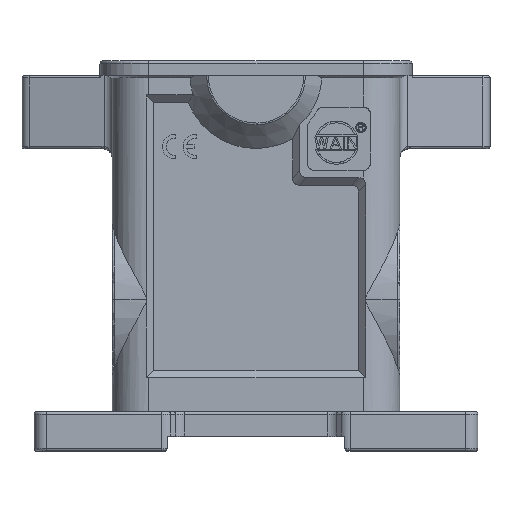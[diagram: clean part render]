
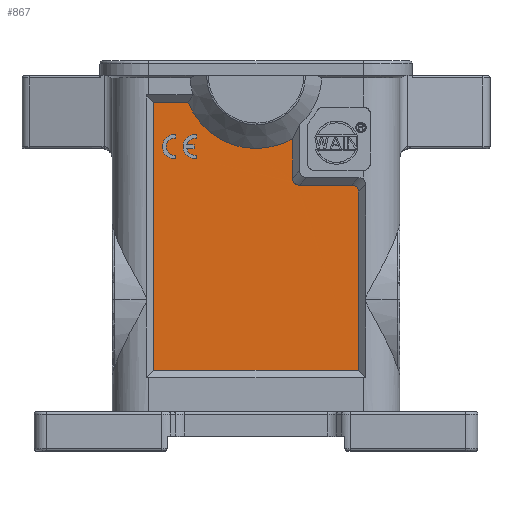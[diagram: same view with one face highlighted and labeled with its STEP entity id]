
A CAD part, top view. The second image highlights one B-rep face of the part: STEP entity #867.
In plain terms, the highlighted planar face has unit normal (0, 0, 1).
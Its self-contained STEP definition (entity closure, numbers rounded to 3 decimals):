
#867=ADVANCED_FACE('NONE',(#2034,#2035,#2036),#1437,.T.);
#1437=PLANE('',#10048);
#1731=B_SPLINE_CURVE_WITH_KNOTS('',3,(#13389,#13390,#13391,#13392,#13393,
#13394),.UNSPECIFIED.,.F.,.F.,(4,2,4),(0.,0.5,1.),.UNSPECIFIED.);
#1732=B_SPLINE_CURVE_WITH_KNOTS('',3,(#13399,#13400,#13401,#13402,#13403,
#13404),.UNSPECIFIED.,.F.,.F.,(4,2,4),(0.,0.5,1.),.UNSPECIFIED.);
#1733=B_SPLINE_CURVE_WITH_KNOTS('',3,(#13408,#13409,#13410,#13411,#13412,
#13413),.UNSPECIFIED.,.F.,.F.,(4,2,4),(0.,0.5,1.),.UNSPECIFIED.);
#2034=FACE_BOUND('',#2117,.T.);
#2035=FACE_BOUND('',#2118,.T.);
#2036=FACE_BOUND('',#2119,.T.);
#2117=EDGE_LOOP('',(#2990,#2991,#2992,#2993,#2994,#2995));
#2118=EDGE_LOOP('',(#2996,#2997,#2998,#2999,#3000,#3001,#3002,#3003,#3004));
#2119=EDGE_LOOP('',(#3005,#3006,#3007,#3008,#3009,#3010,#3011,#3012,#3013));
#2737=CIRCLE('',#10043,2.5);
#2738=CIRCLE('',#10044,1.746);
#2739=CIRCLE('',#10045,1.746);
#2740=CIRCLE('',#10046,2.5);
#2741=CIRCLE('',#10047,1.746);
#2990=ORIENTED_EDGE('',*,*,#6820,.F.);
#2991=ORIENTED_EDGE('',*,*,#6821,.F.);
#2992=ORIENTED_EDGE('',*,*,#6822,.F.);
#2993=ORIENTED_EDGE('',*,*,#6823,.F.);
#2994=ORIENTED_EDGE('',*,*,#6824,.F.);
#2995=ORIENTED_EDGE('',*,*,#6825,.F.);
#2996=ORIENTED_EDGE('',*,*,#6826,.T.);
#2997=ORIENTED_EDGE('',*,*,#6827,.F.);
#2998=ORIENTED_EDGE('',*,*,#6828,.F.);
#2999=ORIENTED_EDGE('',*,*,#6829,.F.);
#3000=ORIENTED_EDGE('',*,*,#6830,.F.);
#3001=ORIENTED_EDGE('',*,*,#6831,.F.);
#3002=ORIENTED_EDGE('',*,*,#6832,.T.);
#3003=ORIENTED_EDGE('',*,*,#6833,.T.);
#3004=ORIENTED_EDGE('',*,*,#6834,.T.);
#3005=ORIENTED_EDGE('',*,*,#6835,.F.);
#3006=ORIENTED_EDGE('',*,*,#6836,.F.);
#3007=ORIENTED_EDGE('',*,*,#6837,.F.);
#3008=ORIENTED_EDGE('',*,*,#6838,.F.);
#3009=ORIENTED_EDGE('',*,*,#6839,.F.);
#3010=ORIENTED_EDGE('',*,*,#6840,.F.);
#3011=ORIENTED_EDGE('',*,*,#6841,.F.);
#3012=ORIENTED_EDGE('',*,*,#6842,.F.);
#3013=ORIENTED_EDGE('',*,*,#6843,.F.);
#5898=VERTEX_POINT('',#13378);
#5899=VERTEX_POINT('',#13379);
#5900=VERTEX_POINT('',#13381);
#5901=VERTEX_POINT('',#13383);
#5902=VERTEX_POINT('',#13385);
#5903=VERTEX_POINT('',#13387);
#5904=VERTEX_POINT('',#13395);
#5905=VERTEX_POINT('',#13396);
#5906=VERTEX_POINT('',#13398);
#5907=VERTEX_POINT('',#13405);
#5908=VERTEX_POINT('',#13407);
#5909=VERTEX_POINT('',#13414);
#5910=VERTEX_POINT('',#13416);
#5911=VERTEX_POINT('',#13418);
#5912=VERTEX_POINT('',#13420);
#5913=VERTEX_POINT('',#13423);
#5914=VERTEX_POINT('',#13424);
#5915=VERTEX_POINT('',#13426);
#5916=VERTEX_POINT('',#13428);
#5917=VERTEX_POINT('',#13430);
#5918=VERTEX_POINT('',#13432);
#5919=VERTEX_POINT('',#13434);
#5920=VERTEX_POINT('',#13436);
#5921=VERTEX_POINT('',#13438);
#6820=EDGE_CURVE('',#5898,#5899,#8274,.T.);
#6821=EDGE_CURVE('',#5900,#5898,#8275,.T.);
#6822=EDGE_CURVE('',#5901,#5900,#2737,.T.);
#6823=EDGE_CURVE('',#5902,#5901,#8276,.T.);
#6824=EDGE_CURVE('',#5903,#5902,#8277,.T.);
#6825=EDGE_CURVE('',#5899,#5903,#2738,.T.);
#6826=EDGE_CURVE('NONE',#5904,#5905,#1731,.T.);
#6827=EDGE_CURVE('NONE',#5906,#5905,#8278,.T.);
#6828=EDGE_CURVE('NONE',#5907,#5906,#1732,.T.);
#6829=EDGE_CURVE('NONE',#5908,#5907,#8279,.T.);
#6830=EDGE_CURVE('NONE',#5909,#5908,#1733,.T.);
#6831=EDGE_CURVE('NONE',#5910,#5909,#8280,.T.);
#6832=EDGE_CURVE('NONE',#5910,#5911,#8281,.T.);
#6833=EDGE_CURVE('NONE',#5911,#5912,#8282,.T.);
#6834=EDGE_CURVE('NONE',#5912,#5904,#8283,.T.);
#6835=EDGE_CURVE('',#5913,#5914,#8284,.T.);
#6836=EDGE_CURVE('',#5915,#5913,#8285,.T.);
#6837=EDGE_CURVE('',#5916,#5915,#2739,.T.);
#6838=EDGE_CURVE('',#5917,#5916,#8286,.T.);
#6839=EDGE_CURVE('',#5918,#5917,#8287,.T.);
#6840=EDGE_CURVE('',#5919,#5918,#2740,.T.);
#6841=EDGE_CURVE('',#5920,#5919,#8288,.T.);
#6842=EDGE_CURVE('',#5921,#5920,#2741,.T.);
#6843=EDGE_CURVE('',#5914,#5921,#8289,.T.);
#8274=LINE('',#13377,#9156);
#8275=LINE('',#13380,#9157);
#8276=LINE('',#13384,#9158);
#8277=LINE('',#13386,#9159);
#8278=LINE('',#13397,#9160);
#8279=LINE('',#13406,#9161);
#8280=LINE('',#13415,#9162);
#8281=LINE('',#13417,#9163);
#8282=LINE('',#13419,#9164);
#8283=LINE('',#13421,#9165);
#8284=LINE('',#13422,#9166);
#8285=LINE('',#13425,#9167);
#8286=LINE('',#13429,#9168);
#8287=LINE('',#13431,#9169);
#8288=LINE('',#13435,#9170);
#8289=LINE('',#13439,#9171);
#9156=VECTOR('',#10860,1.);
#9157=VECTOR('',#10861,1.);
#9158=VECTOR('',#10864,1.);
#9159=VECTOR('',#10865,1.);
#9160=VECTOR('',#10868,1.);
#9161=VECTOR('',#10869,1.);
#9162=VECTOR('',#10870,1.);
#9163=VECTOR('',#10871,1.);
#9164=VECTOR('',#10872,1.);
#9165=VECTOR('',#10873,1.);
#9166=VECTOR('',#10874,1.);
#9167=VECTOR('',#10875,1.);
#9168=VECTOR('',#10878,1.);
#9169=VECTOR('',#10879,1.);
#9170=VECTOR('',#10882,1.);
#9171=VECTOR('',#10885,1.);
#10043=AXIS2_PLACEMENT_3D('',#13382,#10862,#10863);
#10044=AXIS2_PLACEMENT_3D('',#13388,#10866,#10867);
#10045=AXIS2_PLACEMENT_3D('',#13427,#10876,#10877);
#10046=AXIS2_PLACEMENT_3D('',#13433,#10880,#10881);
#10047=AXIS2_PLACEMENT_3D('',#13437,#10883,#10884);
#10048=AXIS2_PLACEMENT_3D('',#13440,#10886,#10887);
#10860=DIRECTION('',(0.,1.,0.));
#10861=DIRECTION('',(1.,0.024,0.));
#10862=DIRECTION('',(0.,0.,1.));
#10863=DIRECTION('',(1.,0.,0.));
#10864=DIRECTION('',(0.,1.,0.));
#10865=DIRECTION('',(0.999,-0.055,0.));
#10866=DIRECTION('',(0.,0.,-1.));
#10867=DIRECTION('',(1.,0.,0.));
#10868=DIRECTION('',(1.,0.,0.));
#10869=DIRECTION('',(0.,-1.,0.));
#10870=DIRECTION('',(1.,0.,0.));
#10871=DIRECTION('',(0.,-1.,0.));
#10872=DIRECTION('',(1.,0.,0.));
#10873=DIRECTION('',(0.,1.,0.));
#10874=DIRECTION('',(0.,1.,0.));
#10875=DIRECTION('',(1.,0.,0.));
#10876=DIRECTION('',(0.,0.,-1.));
#10877=DIRECTION('',(1.,0.,0.));
#10878=DIRECTION('',(0.,1.,0.));
#10879=DIRECTION('',(1.,0.024,0.));
#10880=DIRECTION('',(0.,0.,1.));
#10881=DIRECTION('',(1.,0.,0.));
#10882=DIRECTION('',(0.,1.,0.));
#10883=DIRECTION('',(0.,0.,-1.));
#10884=DIRECTION('',(1.,0.,0.));
#10885=DIRECTION('',(-1.,0.,0.));
#10886=DIRECTION('',(0.,0.,1.));
#10887=DIRECTION('',(1.,0.,0.));
#13377=CARTESIAN_POINT('',(-16.441,59.905,21.));
#13378=CARTESIAN_POINT('',(-16.441,59.905,21.));
#13379=CARTESIAN_POINT('',(-16.441,60.659,21.));
#13380=CARTESIAN_POINT('',(-16.866,59.894,21.));
#13381=CARTESIAN_POINT('',(-16.866,59.894,21.));
#13382=CARTESIAN_POINT('',(-16.714,62.39,21.));
#13383=CARTESIAN_POINT('',(-16.441,64.875,21.));
#13384=CARTESIAN_POINT('',(-16.441,64.111,21.));
#13385=CARTESIAN_POINT('',(-16.441,64.111,21.));
#13386=CARTESIAN_POINT('',(-16.78,64.13,21.));
#13387=CARTESIAN_POINT('',(-16.78,64.13,21.));
#13388=CARTESIAN_POINT('',(-16.706,62.385,21.));
#13389=CARTESIAN_POINT('',(21.,53.086,21.));
#13390=CARTESIAN_POINT('',(21.009,53.469,21.));
#13391=CARTESIAN_POINT('',(20.877,53.865,21.));
#13392=CARTESIAN_POINT('',(20.366,54.377,21.));
#13393=CARTESIAN_POINT('',(19.971,54.509,21.));
#13394=CARTESIAN_POINT('',(19.586,54.5,21.));
#13395=CARTESIAN_POINT('',(21.,53.086,21.));
#13396=CARTESIAN_POINT('',(19.586,54.5,21.));
#13397=CARTESIAN_POINT('',(15.,54.5,21.));
#13398=CARTESIAN_POINT('',(8.914,54.5,21.));
#13399=CARTESIAN_POINT('',(7.5,55.914,21.));
#13400=CARTESIAN_POINT('',(7.495,55.526,20.995));
#13401=CARTESIAN_POINT('',(7.625,55.133,21.));
#13402=CARTESIAN_POINT('',(8.133,54.625,21.));
#13403=CARTESIAN_POINT('',(8.526,54.495,20.995));
#13404=CARTESIAN_POINT('',(8.914,54.5,21.));
#13405=CARTESIAN_POINT('',(7.5,55.914,21.));
#13406=CARTESIAN_POINT('',(7.5,60.005,21.));
#13407=CARTESIAN_POINT('',(7.5,64.01,21.));
#13408=CARTESIAN_POINT('',(-13.955,71.5,21.));
#13409=CARTESIAN_POINT('',(-12.38,67.502,21.));
#13410=CARTESIAN_POINT('',(-9.001,64.255,21.));
#13411=CARTESIAN_POINT('',(-0.887,61.422,21.));
#13412=CARTESIAN_POINT('',(3.778,61.861,21.));
#13413=CARTESIAN_POINT('',(7.5,64.01,21.));
#13414=CARTESIAN_POINT('',(-13.955,71.5,21.));
#13415=CARTESIAN_POINT('',(-17.478,71.5,21.));
#13416=CARTESIAN_POINT('',(-21.,71.5,21.));
#13417=CARTESIAN_POINT('',(-21.,0.,21.));
#13418=CARTESIAN_POINT('',(-21.,16.5,21.));
#13419=CARTESIAN_POINT('',(-29.5,16.5,21.));
#13420=CARTESIAN_POINT('',(21.,16.5,21.));
#13421=CARTESIAN_POINT('',(21.,0.,21.));
#13422=CARTESIAN_POINT('',(-12.716,62.007,21.));
#13423=CARTESIAN_POINT('',(-12.716,62.007,21.));
#13424=CARTESIAN_POINT('',(-12.716,62.763,21.));
#13425=CARTESIAN_POINT('',(-14.17,62.007,21.));
#13426=CARTESIAN_POINT('',(-14.17,62.007,21.));
#13427=CARTESIAN_POINT('',(-12.465,62.38,21.));
#13428=CARTESIAN_POINT('',(-12.2,60.654,21.));
#13429=CARTESIAN_POINT('',(-12.2,59.9,21.));
#13430=CARTESIAN_POINT('',(-12.2,59.9,21.));
#13431=CARTESIAN_POINT('',(-12.625,59.89,21.));
#13432=CARTESIAN_POINT('',(-12.625,59.89,21.));
#13433=CARTESIAN_POINT('',(-12.473,62.385,21.));
#13434=CARTESIAN_POINT('',(-12.2,64.87,21.));
#13435=CARTESIAN_POINT('',(-12.2,64.106,21.));
#13436=CARTESIAN_POINT('',(-12.2,64.106,21.));
#13437=CARTESIAN_POINT('',(-12.465,62.38,21.));
#13438=CARTESIAN_POINT('',(-14.168,62.763,21.));
#13439=CARTESIAN_POINT('',(-12.716,62.763,21.));
#13440=CARTESIAN_POINT('',(-29.5,0.,21.));
